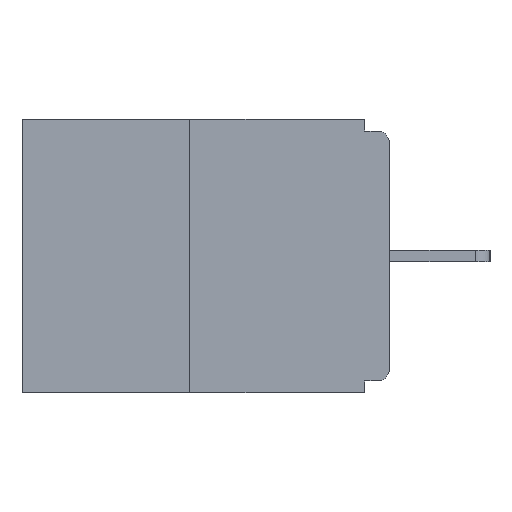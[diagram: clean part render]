
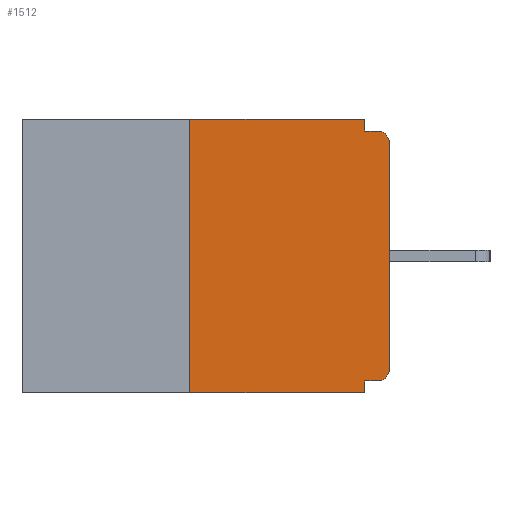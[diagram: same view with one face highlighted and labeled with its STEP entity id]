
A CAD part, left-side view. The second image highlights one B-rep face of the part: STEP entity #1512.
In plain terms, the highlighted planar face has unit normal (-1, 0, 0).
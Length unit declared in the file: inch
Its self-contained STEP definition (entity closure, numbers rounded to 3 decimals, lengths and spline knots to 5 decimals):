
#146 = CIRCLE ( 'NONE', #15039, 0.015 ) ;
#162 = EDGE_CURVE ( 'NONE', #18230, #10997, #14679, .T. ) ;
#1512 = ADVANCED_FACE ( 'NONE', ( #15047 ), #15295, .F. ) ;
#1673 = EDGE_CURVE ( 'NONE', #20356, #13418, #10714, .T. ) ;
#2044 = CARTESIAN_POINT ( 'NONE',  ( 0., 0.46, 0. ) ) ;
#2479 = ORIENTED_EDGE ( 'NONE', *, *, #20341, .F. ) ;
#2873 = ORIENTED_EDGE ( 'NONE', *, *, #21536, .T. ) ;
#3360 = DIRECTION ( 'NONE',  ( 0., 0., 1. ) ) ;
#3880 = VECTOR ( 'NONE', #3360, 39.37008 ) ;
#4749 = LINE ( 'NONE', #21727, #7999 ) ;
#4869 = DIRECTION ( 'NONE',  ( 0., 1., 0. ) ) ;
#5902 = ORIENTED_EDGE ( 'NONE', *, *, #19971, .F. ) ;
#6241 = AXIS2_PLACEMENT_3D ( 'NONE', #2044, #15539, #22800 ) ;
#6427 = EDGE_CURVE ( 'NONE', #7280, #7495, #4749, .T. ) ;
#6640 = CARTESIAN_POINT ( 'NONE',  ( 0., 0.031, -0.015 ) ) ;
#7055 = DIRECTION ( 'NONE',  ( 0., 0., -1. ) ) ;
#7206 = VERTEX_POINT ( 'NONE', #6640 ) ;
#7280 = VERTEX_POINT ( 'NONE', #20055 ) ;
#7310 = CARTESIAN_POINT ( 'NONE',  ( 0., 0.25, 0. ) ) ;
#7495 = VERTEX_POINT ( 'NONE', #18927 ) ;
#7999 = VECTOR ( 'NONE', #4869, 39.37008 ) ;
#8119 = CARTESIAN_POINT ( 'NONE',  ( 0., 0.031, 0. ) ) ;
#8763 = CARTESIAN_POINT ( 'NONE',  ( 0., 0., 0. ) ) ;
#10137 = CARTESIAN_POINT ( 'NONE',  ( 0., 0., -0.313 ) ) ;
#10611 = EDGE_CURVE ( 'NONE', #21906, #7206, #21282, .T. ) ;
#10714 = LINE ( 'NONE', #8763, #3880 ) ;
#10997 = VERTEX_POINT ( 'NONE', #20735 ) ;
#11186 = LINE ( 'NONE', #20551, #18123 ) ;
#11365 = VECTOR ( 'NONE', #20604, 39.37008 ) ;
#11428 = CARTESIAN_POINT ( 'NONE',  ( 0., 0.015, -0.015 ) ) ;
#11615 = DIRECTION ( 'NONE',  ( -1., 0., 0. ) ) ;
#11852 = CARTESIAN_POINT ( 'NONE',  ( 0., 0.46, 0. ) ) ;
#12573 = DIRECTION ( 'NONE',  ( 0., 0., -1. ) ) ;
#12669 = ORIENTED_EDGE ( 'NONE', *, *, #18931, .F. ) ;
#13376 = VECTOR ( 'NONE', #15698, 39.37008 ) ;
#13418 = VERTEX_POINT ( 'NONE', #18914 ) ;
#14421 = CARTESIAN_POINT ( 'NONE',  ( 0., 0.015, -0.313 ) ) ;
#14562 = VECTOR ( 'NONE', #19372, 39.37008 ) ;
#14679 = LINE ( 'NONE', #20101, #14923 ) ;
#14697 = LINE ( 'NONE', #7310, #11365 ) ;
#14923 = VECTOR ( 'NONE', #24277, 39.37008 ) ;
#15039 = AXIS2_PLACEMENT_3D ( 'NONE', #14421, #18231, #12573 ) ;
#15047 = FACE_OUTER_BOUND ( 'NONE', #18966, .T. ) ;
#15295 = PLANE ( 'NONE',  #6241 ) ;
#15539 = DIRECTION ( 'NONE',  ( 1., 0., 0. ) ) ;
#15615 = DIRECTION ( 'NONE',  ( 0., 0., -1. ) ) ;
#15698 = DIRECTION ( 'NONE',  ( 0., -1., 0. ) ) ;
#17662 = VERTEX_POINT ( 'NONE', #23321 ) ;
#18123 = VECTOR ( 'NONE', #18442, 39.37008 ) ;
#18230 = VERTEX_POINT ( 'NONE', #20089 ) ;
#18231 = DIRECTION ( 'NONE',  ( -1., 0., 0. ) ) ;
#18442 = DIRECTION ( 'NONE',  ( 0., 0., -1. ) ) ;
#18516 = ORIENTED_EDGE ( 'NONE', *, *, #10611, .F. ) ;
#18914 = CARTESIAN_POINT ( 'NONE',  ( 0., 0., -0.03 ) ) ;
#18927 = CARTESIAN_POINT ( 'NONE',  ( 0., 0.031, -0.328 ) ) ;
#18931 = EDGE_CURVE ( 'NONE', #18230, #17662, #14697, .T. ) ;
#18966 = EDGE_LOOP ( 'NONE', ( #2479, #12669, #21205, #21756, #20005, #22341, #21568, #2873, #5902, #18516 ) ) ;
#19154 = LINE ( 'NONE', #21127, #13376 ) ;
#19372 = DIRECTION ( 'NONE',  ( 0., -1., 0. ) ) ;
#19971 = EDGE_CURVE ( 'NONE', #7206, #24164, #19154, .T. ) ;
#20005 = ORIENTED_EDGE ( 'NONE', *, *, #6427, .F. ) ;
#20055 = CARTESIAN_POINT ( 'NONE',  ( 0., 0.015, -0.328 ) ) ;
#20089 = CARTESIAN_POINT ( 'NONE',  ( 0., 0.25, -0.343 ) ) ;
#20101 = CARTESIAN_POINT ( 'NONE',  ( 0., 0.46, -0.343 ) ) ;
#20341 = EDGE_CURVE ( 'NONE', #17662, #21906, #21338, .T. ) ;
#20356 = VERTEX_POINT ( 'NONE', #10137 ) ;
#20526 = AXIS2_PLACEMENT_3D ( 'NONE', #22943, #11615, #7055 ) ;
#20551 = CARTESIAN_POINT ( 'NONE',  ( 0., 0.031, -0.343 ) ) ;
#20604 = DIRECTION ( 'NONE',  ( 0., 0., 1. ) ) ;
#20735 = CARTESIAN_POINT ( 'NONE',  ( 0., 0.031, -0.343 ) ) ;
#21127 = CARTESIAN_POINT ( 'NONE',  ( 0., 0., -0.015 ) ) ;
#21193 = CARTESIAN_POINT ( 'NONE',  ( 0., 0.031, 0. ) ) ;
#21205 = ORIENTED_EDGE ( 'NONE', *, *, #162, .T. ) ;
#21282 = LINE ( 'NONE', #8119, #22398 ) ;
#21338 = LINE ( 'NONE', #11852, #14562 ) ;
#21536 = EDGE_CURVE ( 'NONE', #13418, #24164, #22112, .T. ) ;
#21568 = ORIENTED_EDGE ( 'NONE', *, *, #1673, .T. ) ;
#21727 = CARTESIAN_POINT ( 'NONE',  ( 0., 0., -0.328 ) ) ;
#21756 = ORIENTED_EDGE ( 'NONE', *, *, #22228, .F. ) ;
#21906 = VERTEX_POINT ( 'NONE', #21193 ) ;
#22112 = CIRCLE ( 'NONE', #20526, 0.015 ) ;
#22228 = EDGE_CURVE ( 'NONE', #7495, #10997, #11186, .T. ) ;
#22341 = ORIENTED_EDGE ( 'NONE', *, *, #23510, .T. ) ;
#22398 = VECTOR ( 'NONE', #15615, 39.37008 ) ;
#22800 = DIRECTION ( 'NONE',  ( 0., 0., -1. ) ) ;
#22943 = CARTESIAN_POINT ( 'NONE',  ( 0., 0.015, -0.03 ) ) ;
#23321 = CARTESIAN_POINT ( 'NONE',  ( 0., 0.25, 0. ) ) ;
#23510 = EDGE_CURVE ( 'NONE', #7280, #20356, #146, .T. ) ;
#24164 = VERTEX_POINT ( 'NONE', #11428 ) ;
#24277 = DIRECTION ( 'NONE',  ( 0., -1., 0. ) ) ;
